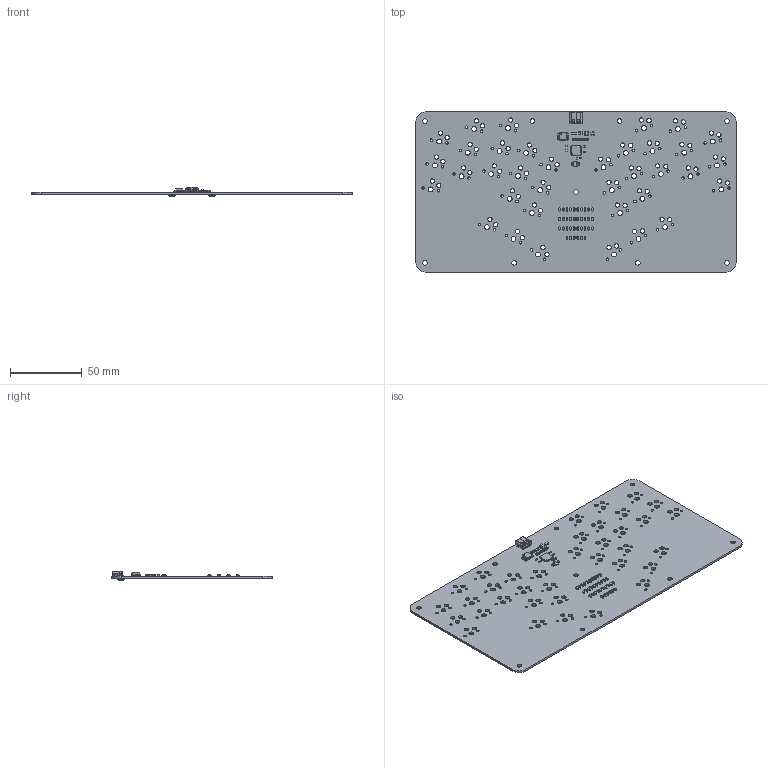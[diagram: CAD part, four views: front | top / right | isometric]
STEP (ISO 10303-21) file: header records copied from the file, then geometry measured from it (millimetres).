
FILE_DESCRIPTION(('KiCad electronic assembly'),'2;1');
FILE_NAME('cyberia.step','2025-07-19T13:49:30',('Pcbnew'),('Kicad'), 'Open CASCADE STEP processor 7.8','KiCad to STEP converter','Unknown' );
FILE_SCHEMA(('AUTOMOTIVE_DESIGN { 1 0 10303 214 1 1 1 1 }'));
Length unit declared in the file: millimetre
Products named in the file (14): cyberia 1; D_SOD-323; C_0603_1608Metric; Fuse_0805_2012Metric; SOT-23; SOT-23-6; SOIC-8_5.3x5.3mm_P1.27mm; R_0603_1608Metric; QFN-56-1EP_7x7mm_P0.4mm_EP3.2x3.2mm; USB_C_Receptacle_GCT_USB4105-xx-A_16P_TopMnt_Horizontal; R_0805_2012Metric; Crystal_SMD_3225-4Pin_3.2x2.5mm; SW_SPST_TL3342; cyberia_PCB
Assembly tree (66 placements, depth 2):
  cyberia 1
    D_SOD-323  x36
    C_0603_1608Metric  x15
    Fuse_0805_2012Metric
    SOT-23
    SOT-23-6
    SOIC-8_5.3x5.3mm_P1.27mm
    R_0603_1608Metric  x4
    QFN-56-1EP_7x7mm_P0.4mm_EP3.2x3.2mm
    USB_C_Receptacle_GCT_USB4105-xx-A_16P_TopMnt_Horizontal
    R_0805_2012Metric
    Crystal_SMD_3225-4Pin_3.2x2.5mm
    SW_SPST_TL3342  x2
    cyberia_PCB
Bounding box: 223.52 x 111.76 x 6.53 mm (x, y, z)
Volume: 36409 mm3; surface area: 52618.4 mm2
Topology: 101 solids, 103 shells, 4950 faces, 12352 edges, 7683 vertices
Faces by surface type: plane 2893, bspline 1033, cylinder 1014, cone 8, torus 2
Full cylindrical faces by diameter (mm): 0.4 x1, 0.5 x2, 0.65 x2, 1.702 x72, 2 x2, 3 x72, 3.2 x9, 3.429 x36
Entity records: 72015 total; most frequent: CARTESIAN_POINT 11901, ORIENTED_EDGE 10325, DIRECTION 9818, EDGE_CURVE 5163, LINE 3976, VECTOR 3976, VERTEX_POINT 3324, AXIS2_PLACEMENT_3D 2921
